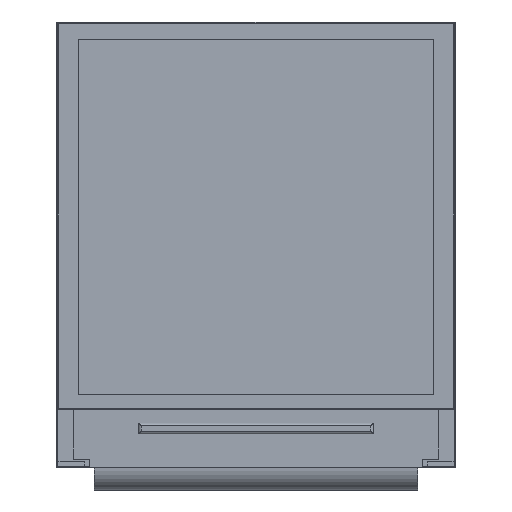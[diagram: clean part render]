
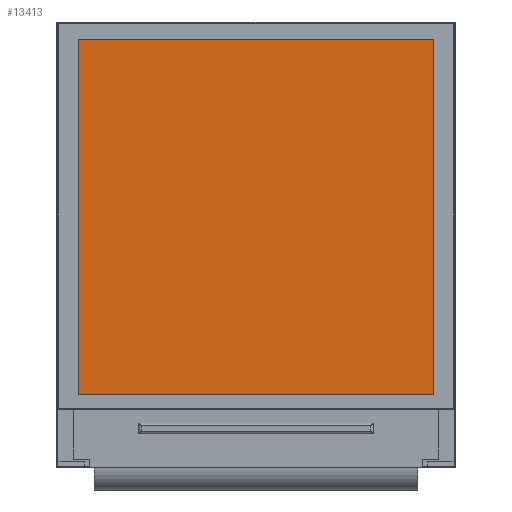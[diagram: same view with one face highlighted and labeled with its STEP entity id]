
A CAD part, top view. The second image highlights one B-rep face of the part: STEP entity #13413.
In plain terms, the highlighted planar face has unit normal (0, 0, 1).
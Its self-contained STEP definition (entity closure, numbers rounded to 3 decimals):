
#1370=FACE_OUTER_BOUND('',#2134,.T.);
#2134=EDGE_LOOP('',(#10334,#10335,#10336,#10337));
#3274=LINE('',#21327,#4795);
#3275=LINE('',#21329,#4796);
#3276=LINE('',#21331,#4797);
#3277=LINE('',#21332,#4798);
#4795=VECTOR('',#16037,1000.);
#4796=VECTOR('',#16038,1000.);
#4797=VECTOR('',#16039,1000.);
#4798=VECTOR('',#16040,1000.);
#6145=VERTEX_POINT('',#21325);
#6146=VERTEX_POINT('',#21326);
#6147=VERTEX_POINT('',#21328);
#6148=VERTEX_POINT('',#21330);
#7646=EDGE_CURVE('',#6145,#6146,#3274,.T.);
#7647=EDGE_CURVE('',#6147,#6145,#3275,.T.);
#7648=EDGE_CURVE('',#6148,#6147,#3276,.T.);
#7649=EDGE_CURVE('',#6146,#6148,#3277,.T.);
#10334=ORIENTED_EDGE('',*,*,#7646,.F.);
#10335=ORIENTED_EDGE('',*,*,#7647,.F.);
#10336=ORIENTED_EDGE('',*,*,#7648,.F.);
#10337=ORIENTED_EDGE('',*,*,#7649,.F.);
#12764=PLANE('',#14141);
#13413=ADVANCED_FACE('',(#1370),#12764,.F.);
#14141=AXIS2_PLACEMENT_3D('',#21324,#16035,#16036);
#16035=DIRECTION('center_axis',(0.,0.,-1.));
#16036=DIRECTION('ref_axis',(-1.,0.,0.));
#16037=DIRECTION('',(0.,1.,0.));
#16038=DIRECTION('',(-1.,0.,0.));
#16039=DIRECTION('',(0.,-1.,0.));
#16040=DIRECTION('',(1.,0.,0.));
#21324=CARTESIAN_POINT('Origin',(0.,0.,1.435));
#21325=CARTESIAN_POINT('',(-11.7,-9.861,1.435));
#21326=CARTESIAN_POINT('',(-11.7,13.539,1.435));
#21327=CARTESIAN_POINT('',(-11.7,-9.861,1.435));
#21328=CARTESIAN_POINT('',(11.7,-9.861,1.435));
#21329=CARTESIAN_POINT('',(11.7,-9.861,1.435));
#21330=CARTESIAN_POINT('',(11.7,13.539,1.435));
#21331=CARTESIAN_POINT('',(11.7,13.539,1.435));
#21332=CARTESIAN_POINT('',(-11.7,13.539,1.435));
